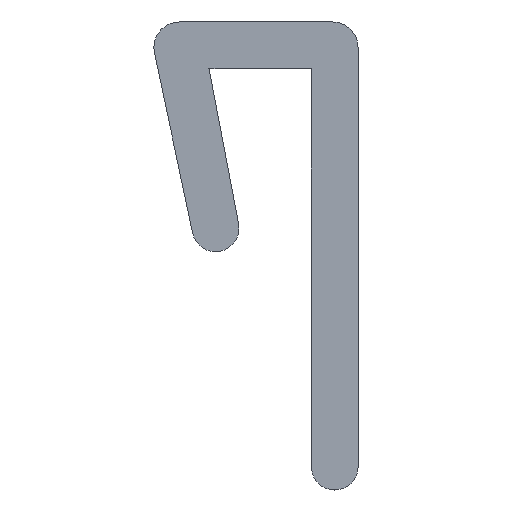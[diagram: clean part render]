
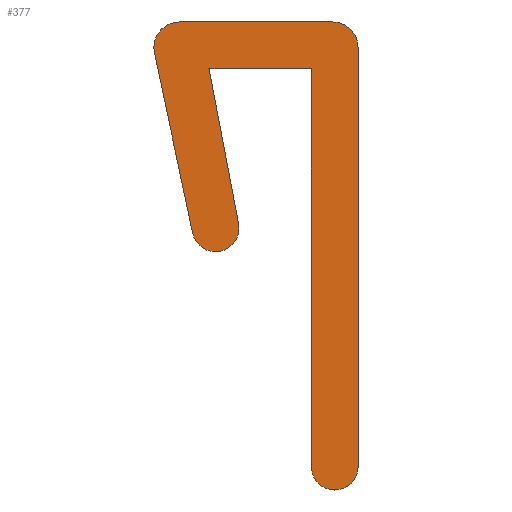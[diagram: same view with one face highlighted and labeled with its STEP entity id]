
A CAD part, front view. The second image highlights one B-rep face of the part: STEP entity #377.
In plain terms, the highlighted planar face has unit normal (0, -1, 0).
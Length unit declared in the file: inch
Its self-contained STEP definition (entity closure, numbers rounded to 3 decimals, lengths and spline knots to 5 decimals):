
#24=CARTESIAN_POINT('',(-0.70549,-2.66546,-0.11064));
#25=VERTEX_POINT('',#24);
#34=CARTESIAN_POINT('',(-0.7594,-2.66546,-0.12149));
#35=VERTEX_POINT('',#34);
#36=CARTESIAN_POINT('',(-0.7325,-2.66546,-0.11579));
#37=DIRECTION('',(0.,-1.,0.));
#38=DIRECTION('',(-0.197,0.,0.98));
#39=AXIS2_PLACEMENT_3D('',#36,#37,#38);
#40=CIRCLE('',#39,0.0275);
#41=EDGE_CURVE('',#35,#25,#40,.T.);
#67=CARTESIAN_POINT('',(-0.80435,-2.66546,0.09049));
#68=VERTEX_POINT('',#67);
#69=CARTESIAN_POINT('',(-0.80435,-2.66546,0.09049));
#70=DIRECTION('',(0.207,0.,-0.978));
#71=VECTOR('',#70,1.);
#72=LINE('',#69,#71);
#73=EDGE_CURVE('',#68,#35,#72,.T.);
#98=CARTESIAN_POINT('',(-0.775,-2.66546,0.12671));
#99=VERTEX_POINT('',#98);
#100=CARTESIAN_POINT('',(-0.775,-2.66546,0.09671));
#101=DIRECTION('',(0.,-1.,0.));
#102=DIRECTION('',(0.,0.,-1.));
#103=AXIS2_PLACEMENT_3D('',#100,#101,#102);
#104=CIRCLE('',#103,0.03);
#105=EDGE_CURVE('',#99,#68,#104,.T.);
#131=CARTESIAN_POINT('',(-0.595,-2.66546,0.12671));
#132=VERTEX_POINT('',#131);
#133=CARTESIAN_POINT('',(-0.775,-2.66546,0.12671));
#134=DIRECTION('',(-1.,0.,0.));
#135=VECTOR('',#134,1.);
#136=LINE('',#133,#135);
#137=EDGE_CURVE('',#132,#99,#136,.T.);
#162=CARTESIAN_POINT('',(-0.565,-2.66546,0.09671));
#163=VERTEX_POINT('',#162);
#164=CARTESIAN_POINT('',(-0.595,-2.66546,0.09671));
#165=DIRECTION('',(0.,-1.,0.));
#166=DIRECTION('',(-0.707,0.,-0.707));
#167=AXIS2_PLACEMENT_3D('',#164,#165,#166);
#168=CIRCLE('',#167,0.03);
#169=EDGE_CURVE('',#163,#132,#168,.T.);
#195=CARTESIAN_POINT('',(-0.565,-2.66546,-0.39579));
#196=VERTEX_POINT('',#195);
#197=CARTESIAN_POINT('',(-0.565,-2.66546,0.09671));
#198=DIRECTION('',(0.,0.,1.));
#199=VECTOR('',#198,1.);
#200=LINE('',#197,#199);
#201=EDGE_CURVE('',#196,#163,#200,.T.);
#226=CARTESIAN_POINT('',(-0.62,-2.66546,-0.39579));
#227=VERTEX_POINT('',#226);
#228=CARTESIAN_POINT('',(-0.5925,-2.66546,-0.39579));
#229=DIRECTION('',(0.,-1.,0.));
#230=DIRECTION('',(0.,0.,-1.));
#231=AXIS2_PLACEMENT_3D('',#228,#229,#230);
#232=CIRCLE('',#231,0.0275);
#233=EDGE_CURVE('',#227,#196,#232,.T.);
#259=CARTESIAN_POINT('',(-0.62,-2.66546,0.07171));
#260=VERTEX_POINT('',#259);
#261=CARTESIAN_POINT('',(-0.62,-2.66546,0.07171));
#262=DIRECTION('',(0.,0.,-1.));
#263=VECTOR('',#262,1.);
#264=LINE('',#261,#263);
#265=EDGE_CURVE('',#260,#227,#264,.T.);
#290=CARTESIAN_POINT('',(-0.74024,-2.66546,0.07171));
#291=VERTEX_POINT('',#290);
#292=CARTESIAN_POINT('',(-0.74024,-2.66546,0.07171));
#293=DIRECTION('',(1.,0.,0.));
#294=VECTOR('',#293,1.);
#295=LINE('',#292,#294);
#296=EDGE_CURVE('',#291,#260,#295,.T.);
#321=CARTESIAN_POINT('',(-0.70549,-2.66546,-0.11064));
#322=DIRECTION('',(-0.187,0.,0.982));
#323=VECTOR('',#322,1.);
#324=LINE('',#321,#323);
#325=EDGE_CURVE('',#25,#291,#324,.T.);
#360=ORIENTED_EDGE('',*,*,#265,.T.);
#361=ORIENTED_EDGE('',*,*,#233,.T.);
#362=ORIENTED_EDGE('',*,*,#201,.T.);
#363=ORIENTED_EDGE('',*,*,#169,.T.);
#364=ORIENTED_EDGE('',*,*,#137,.T.);
#365=ORIENTED_EDGE('',*,*,#105,.T.);
#366=ORIENTED_EDGE('',*,*,#73,.T.);
#367=ORIENTED_EDGE('',*,*,#41,.T.);
#368=ORIENTED_EDGE('',*,*,#325,.T.);
#369=ORIENTED_EDGE('',*,*,#296,.T.);
#370=EDGE_LOOP('',(#360,#361,#362,#363,#364,#365,#366,#367,#368,#369));
#371=FACE_OUTER_BOUND('',#370,.T.);
#372=CARTESIAN_POINT('',(-0.71634,-2.66546,-0.05369));
#373=DIRECTION('',(0.,1.,0.));
#374=DIRECTION('',(0.,0.,1.));
#375=AXIS2_PLACEMENT_3D('',#372,#373,#374);
#376=PLANE('',#375);
#377=ADVANCED_FACE('',(#371),#376,.F.);
